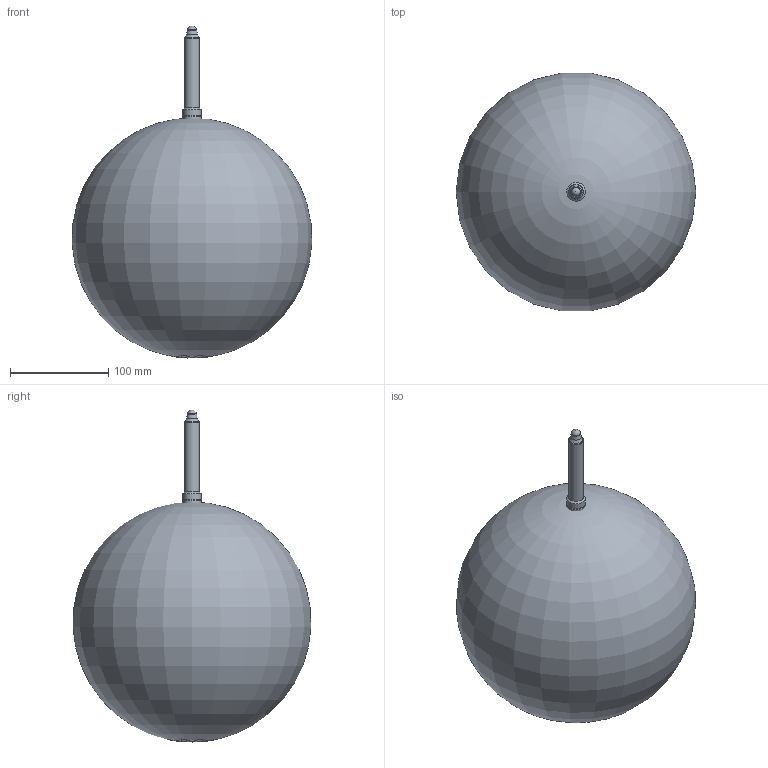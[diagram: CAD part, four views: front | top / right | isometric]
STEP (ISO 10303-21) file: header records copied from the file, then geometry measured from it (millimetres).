
FILE_DESCRIPTION(/* description */ ('Unknown'),/* implementation_level */ '2;1');
FILE_NAME(/* name */ 'LFFS-X14.X',/* time_stamp */ '2018-06-18T09:20:17+02:00',/* author */ ('Unknown'),/* organization */ ('Unknown'),/* preprocessor_version */ 'ST-DEVELOPER v16.7',/* originating_system */ 'DEX',/* authorisation */ $);
FILE_SCHEMA (('AUTOMOTIVE_DESIGN {1 0 10303 214 3 1 1}'));
Length unit declared in the file: millimetre
Products named in the file (1): Part1
Bounding box: 243.62 x 241.85 x 337.5 mm (x, y, z)
Volume: 7510141.7 mm3; surface area: 239962.9 mm2
Topology: 3 solids, 3 shells, 337 faces, 913 edges, 591 vertices
Faces by surface type: plane 126, bspline 86, cylinder 72, torus 26, cone 25, sphere 2
Full cylindrical faces by diameter (mm): 1.64 x5, 8 x1, 11 x1, 11.741 x1, 12 x2, 12.1 x1, 13.8 x2, 14 x1, 14.5 x1, 15 x5, 15.8 x1, 16 x1, 17.5 x1, 18.6 x1, 19 x2, 20.5 x1, 21 x1, 43 x1, 43.8 x1, 45 x1, 45.4 x1, 48.2 x1, 52.2 x1, 54.5 x2
Entity records: 17770 total; most frequent: CARTESIAN_POINT 8270, ORIENTED_EDGE 1590, DIRECTION 1139, EDGE_CURVE 795, VERTEX_POINT 547, AXIS2_PLACEMENT_3D 467, FACE_BOUND 458, EDGE_LOOP 457
